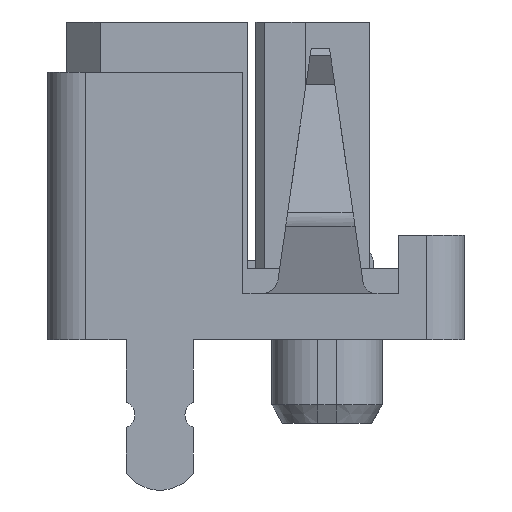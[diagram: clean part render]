
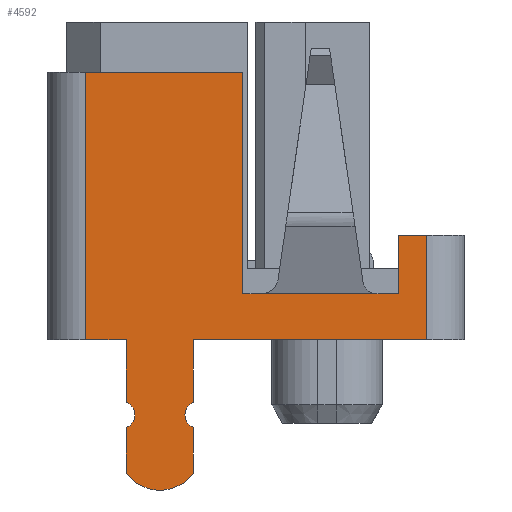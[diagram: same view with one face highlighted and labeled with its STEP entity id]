
A CAD part, left-side view. The second image highlights one B-rep face of the part: STEP entity #4592.
In plain terms, the highlighted planar face has unit normal (-1, 0, 0).
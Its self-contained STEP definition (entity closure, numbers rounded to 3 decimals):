
#825 = VERTEX_POINT('',#826);
#826 = CARTESIAN_POINT('',(-5.125,-1.94,0.));
#833 = EDGE_CURVE('',#834,#825,#836,.T.);
#834 = VERTEX_POINT('',#835);
#835 = CARTESIAN_POINT('',(-5.125,0.85,0.));
#836 = LINE('',#837,#838);
#837 = CARTESIAN_POINT('',(-5.125,2.14,0.));
#838 = VECTOR('',#839,1.);
#839 = DIRECTION('',(0.,-1.,0.));
#858 = VERTEX_POINT('',#859);
#859 = CARTESIAN_POINT('',(-5.125,1.65,0.));
#865 = EDGE_CURVE('',#866,#858,#868,.T.);
#866 = VERTEX_POINT('',#867);
#867 = CARTESIAN_POINT('',(-5.125,2.14,0.));
#868 = LINE('',#869,#870);
#869 = CARTESIAN_POINT('',(-5.125,2.14,0.));
#870 = VECTOR('',#871,1.);
#871 = DIRECTION('',(0.,-1.,0.));
#4572 = VERTEX_POINT('',#4573);
#4573 = CARTESIAN_POINT('',(-5.125,-1.94,1.25));
#4580 = EDGE_CURVE('',#4572,#825,#4581,.T.);
#4581 = LINE('',#4582,#4583);
#4582 = CARTESIAN_POINT('',(-5.125,-1.94,3.2));
#4583 = VECTOR('',#4584,1.);
#4584 = DIRECTION('',(-0.,0.,-1.));
#4592 = ADVANCED_FACE('',(#4593),#4717,.F.);
#4593 = FACE_BOUND('',#4594,.T.);
#4594 = EDGE_LOOP('',(#4595,#4605,#4613,#4619,#4620,#4628,#4637,#4645,
    #4654,#4662,#4671,#4677,#4678,#4679,#4687,#4695,#4703,#4711));
#4595 = ORIENTED_EDGE('',*,*,#4596,.T.);
#4596 = EDGE_CURVE('',#4597,#4599,#4601,.T.);
#4597 = VERTEX_POINT('',#4598);
#4598 = CARTESIAN_POINT('',(-5.125,0.26,0.55));
#4599 = VERTEX_POINT('',#4600);
#4600 = CARTESIAN_POINT('',(-5.125,0.26,3.2));
#4601 = LINE('',#4602,#4603);
#4602 = CARTESIAN_POINT('',(-5.125,0.26,0.55));
#4603 = VECTOR('',#4604,1.);
#4604 = DIRECTION('',(0.,0.,1.));
#4605 = ORIENTED_EDGE('',*,*,#4606,.F.);
#4606 = EDGE_CURVE('',#4607,#4599,#4609,.T.);
#4607 = VERTEX_POINT('',#4608);
#4608 = CARTESIAN_POINT('',(-5.125,2.14,3.2));
#4609 = LINE('',#4610,#4611);
#4610 = CARTESIAN_POINT('',(-5.125,2.14,3.2));
#4611 = VECTOR('',#4612,1.);
#4612 = DIRECTION('',(0.,-1.,0.));
#4613 = ORIENTED_EDGE('',*,*,#4614,.T.);
#4614 = EDGE_CURVE('',#4607,#866,#4615,.T.);
#4615 = LINE('',#4616,#4617);
#4616 = CARTESIAN_POINT('',(-5.125,2.14,3.2));
#4617 = VECTOR('',#4618,1.);
#4618 = DIRECTION('',(-0.,0.,-1.));
#4619 = ORIENTED_EDGE('',*,*,#865,.T.);
#4620 = ORIENTED_EDGE('',*,*,#4621,.F.);
#4621 = EDGE_CURVE('',#4622,#858,#4624,.T.);
#4622 = VERTEX_POINT('',#4623);
#4623 = CARTESIAN_POINT('',(-5.125,1.65,-0.75));
#4624 = LINE('',#4625,#4626);
#4625 = CARTESIAN_POINT('',(-5.125,1.65,-0.75));
#4626 = VECTOR('',#4627,1.);
#4627 = DIRECTION('',(0.,0.,1.));
#4628 = ORIENTED_EDGE('',*,*,#4629,.T.);
#4629 = EDGE_CURVE('',#4622,#4630,#4632,.T.);
#4630 = VERTEX_POINT('',#4631);
#4631 = CARTESIAN_POINT('',(-5.125,1.65,-1.05));
#4632 = CIRCLE('',#4633,0.163);
#4633 = AXIS2_PLACEMENT_3D('',#4634,#4635,#4636);
#4634 = CARTESIAN_POINT('',(-5.125,1.713,-0.9));
#4635 = DIRECTION('',(1.,-0.,0.));
#4636 = DIRECTION('',(0.,1.,0.));
#4637 = ORIENTED_EDGE('',*,*,#4638,.F.);
#4638 = EDGE_CURVE('',#4639,#4630,#4641,.T.);
#4639 = VERTEX_POINT('',#4640);
#4640 = CARTESIAN_POINT('',(-5.125,1.65,-1.6));
#4641 = LINE('',#4642,#4643);
#4642 = CARTESIAN_POINT('',(-5.125,1.65,-1.6));
#4643 = VECTOR('',#4644,1.);
#4644 = DIRECTION('',(0.,0.,1.));
#4645 = ORIENTED_EDGE('',*,*,#4646,.F.);
#4646 = EDGE_CURVE('',#4647,#4639,#4649,.T.);
#4647 = VERTEX_POINT('',#4648);
#4648 = CARTESIAN_POINT('',(-5.125,0.85,-1.6));
#4649 = CIRCLE('',#4650,0.5);
#4650 = AXIS2_PLACEMENT_3D('',#4651,#4652,#4653);
#4651 = CARTESIAN_POINT('',(-5.125,1.25,-1.3));
#4652 = DIRECTION('',(1.,-0.,0.));
#4653 = DIRECTION('',(0.,1.,0.));
#4654 = ORIENTED_EDGE('',*,*,#4655,.F.);
#4655 = EDGE_CURVE('',#4656,#4647,#4658,.T.);
#4656 = VERTEX_POINT('',#4657);
#4657 = CARTESIAN_POINT('',(-5.125,0.85,-1.05));
#4658 = LINE('',#4659,#4660);
#4659 = CARTESIAN_POINT('',(-5.125,0.85,-1.05));
#4660 = VECTOR('',#4661,1.);
#4661 = DIRECTION('',(0.,0.,-1.));
#4662 = ORIENTED_EDGE('',*,*,#4663,.T.);
#4663 = EDGE_CURVE('',#4656,#4664,#4666,.T.);
#4664 = VERTEX_POINT('',#4665);
#4665 = CARTESIAN_POINT('',(-5.125,0.85,-0.75));
#4666 = CIRCLE('',#4667,0.163);
#4667 = AXIS2_PLACEMENT_3D('',#4668,#4669,#4670);
#4668 = CARTESIAN_POINT('',(-5.125,0.788,-0.9));
#4669 = DIRECTION('',(1.,-0.,0.));
#4670 = DIRECTION('',(0.,1.,0.));
#4671 = ORIENTED_EDGE('',*,*,#4672,.F.);
#4672 = EDGE_CURVE('',#834,#4664,#4673,.T.);
#4673 = LINE('',#4674,#4675);
#4674 = CARTESIAN_POINT('',(-5.125,0.85,0.));
#4675 = VECTOR('',#4676,1.);
#4676 = DIRECTION('',(0.,0.,-1.));
#4677 = ORIENTED_EDGE('',*,*,#833,.T.);
#4678 = ORIENTED_EDGE('',*,*,#4580,.F.);
#4679 = ORIENTED_EDGE('',*,*,#4680,.T.);
#4680 = EDGE_CURVE('',#4572,#4681,#4683,.T.);
#4681 = VERTEX_POINT('',#4682);
#4682 = CARTESIAN_POINT('',(-5.125,-1.6,1.25));
#4683 = LINE('',#4684,#4685);
#4684 = CARTESIAN_POINT('',(-5.125,-2.315,1.25));
#4685 = VECTOR('',#4686,1.);
#4686 = DIRECTION('',(0.,1.,0.));
#4687 = ORIENTED_EDGE('',*,*,#4688,.T.);
#4688 = EDGE_CURVE('',#4681,#4689,#4691,.T.);
#4689 = VERTEX_POINT('',#4690);
#4690 = CARTESIAN_POINT('',(-5.125,-1.6,0.55));
#4691 = LINE('',#4692,#4693);
#4692 = CARTESIAN_POINT('',(-5.125,-1.6,1.25));
#4693 = VECTOR('',#4694,1.);
#4694 = DIRECTION('',(0.,0.,-1.));
#4695 = ORIENTED_EDGE('',*,*,#4696,.T.);
#4696 = EDGE_CURVE('',#4689,#4697,#4699,.T.);
#4697 = VERTEX_POINT('',#4698);
#4698 = CARTESIAN_POINT('',(-5.125,-1.347,0.55));
#4699 = LINE('',#4700,#4701);
#4700 = CARTESIAN_POINT('',(-5.125,-1.6,0.55));
#4701 = VECTOR('',#4702,1.);
#4702 = DIRECTION('',(0.,1.,0.));
#4703 = ORIENTED_EDGE('',*,*,#4704,.T.);
#4704 = EDGE_CURVE('',#4697,#4705,#4707,.T.);
#4705 = VERTEX_POINT('',#4706);
#4706 = CARTESIAN_POINT('',(-5.125,0.033,0.55));
#4707 = LINE('',#4708,#4709);
#4708 = CARTESIAN_POINT('',(-5.125,-1.35,0.55));
#4709 = VECTOR('',#4710,1.);
#4710 = DIRECTION('',(-0.,1.,0.));
#4711 = ORIENTED_EDGE('',*,*,#4712,.T.);
#4712 = EDGE_CURVE('',#4705,#4597,#4713,.T.);
#4713 = LINE('',#4714,#4715);
#4714 = CARTESIAN_POINT('',(-5.125,-1.6,0.55));
#4715 = VECTOR('',#4716,1.);
#4716 = DIRECTION('',(0.,1.,0.));
#4717 = PLANE('',#4718);
#4718 = AXIS2_PLACEMENT_3D('',#4719,#4720,#4721);
#4719 = CARTESIAN_POINT('',(-5.125,2.14,3.2));
#4720 = DIRECTION('',(1.,0.,0.));
#4721 = DIRECTION('',(0.,1.,0.));
